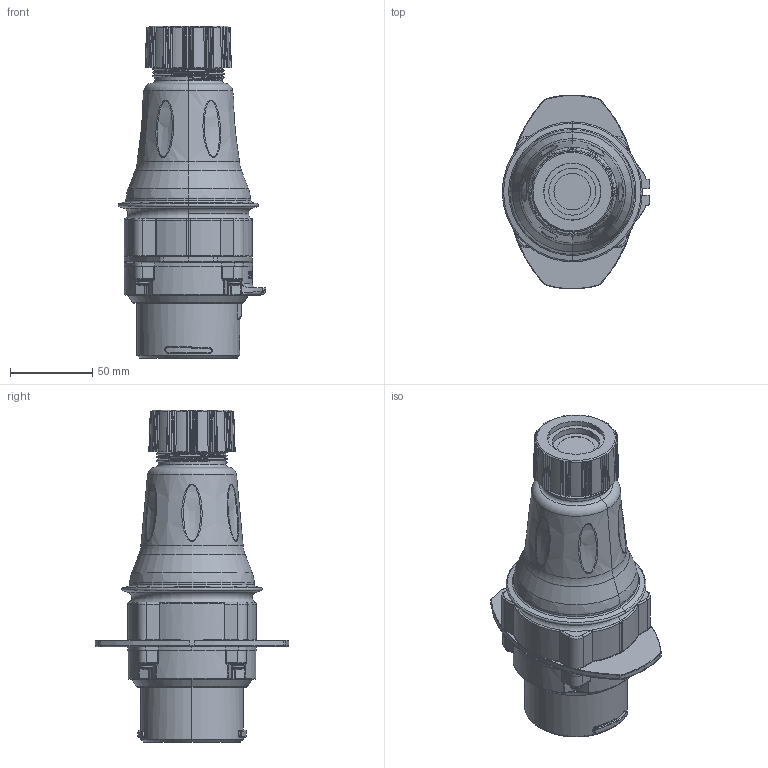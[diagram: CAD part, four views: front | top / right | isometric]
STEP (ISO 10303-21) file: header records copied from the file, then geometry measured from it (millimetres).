
FILE_DESCRIPTION (( 'STEP AP214' ), '1' );
FILE_NAME ('ORC6809-60PD043.STEP', '2025-10-01T14:31:19', ( '' ), ( '' ), 'SwSTEP 2.0', 'SolidWorks 2024', '' );
FILE_SCHEMA (( 'AUTOMOTIVE_DESIGN' ));
Products named in the file (1): ORC6809-60PD043
Bounding box: 89.51 x 117.7 x 201.52 mm (x, y, z)
Volume: 600329 mm3; surface area: 70679.1 mm2
Topology: 5 solids, 5 shells, 1833 faces, 4705 edges, 2968 vertices
Faces by surface type: plane 622, cylinder 528, bspline 364, torus 180, cone 112, sphere 27
Entity records: 175874 total; most frequent: CARTESIAN_POINT 135432, ORIENTED_EDGE 9354, DIRECTION 7054, EDGE_CURVE 4677, VERTEX_POINT 2966, AXIS2_PLACEMENT_3D 2693, EDGE_LOOP 1965, ADVANCED_FACE 1833
